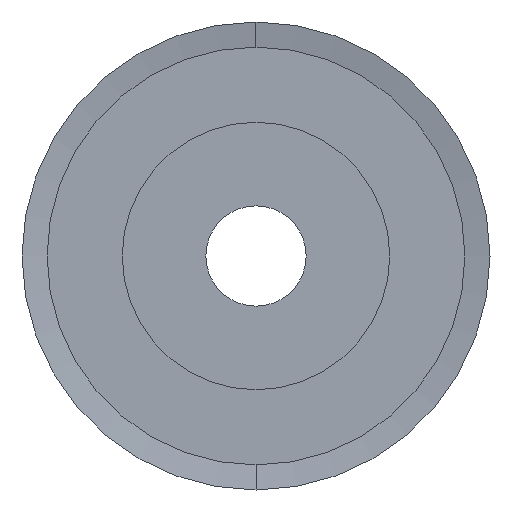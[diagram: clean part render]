
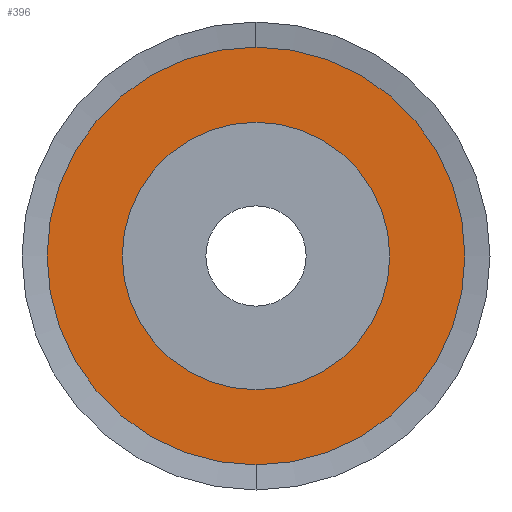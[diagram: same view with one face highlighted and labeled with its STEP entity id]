
A CAD part, left-side view. The second image highlights one B-rep face of the part: STEP entity #396.
In plain terms, the highlighted planar face has unit normal (-1, 0, 0).
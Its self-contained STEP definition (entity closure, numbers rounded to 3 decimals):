
#396=ADVANCED_FACE('',(#796,#797),#798,.T.);
#796=FACE_OUTER_BOUND('',#1197,.T.);
#797=FACE_BOUND('',#1198,.T.);
#798=PLANE('',#1199);
#1197=EDGE_LOOP('',(#2400,#2401));
#1198=EDGE_LOOP('',(#2402,#2403));
#1199=AXIS2_PLACEMENT_3D('',#2404,#2405,#2406);
#2400=ORIENTED_EDGE('',*,*,#2941,.F.);
#2401=ORIENTED_EDGE('',*,*,#2483,.F.);
#2402=ORIENTED_EDGE('',*,*,#2473,.F.);
#2403=ORIENTED_EDGE('',*,*,#2942,.F.);
#2404=CARTESIAN_POINT('',(-15.75,0.0,-8.75));
#2405=DIRECTION('',(-1.0,0.0,0.0));
#2406=DIRECTION('',(0.0,0.0,1.0));
#2473=EDGE_CURVE('',#2970,#2966,#2972,.T.);
#2483=EDGE_CURVE('',#2986,#2983,#2988,.T.);
#2941=EDGE_CURVE('',#2983,#2986,#3670,.T.);
#2942=EDGE_CURVE('',#2966,#2970,#3671,.T.);
#2966=VERTEX_POINT('',#3697);
#2970=VERTEX_POINT('',#3702);
#2972=CIRCLE('',#3705,8.0);
#2983=VERTEX_POINT('',#3718);
#2986=VERTEX_POINT('',#3722);
#2988=CIRCLE('',#3725,12.5);
#3670=CIRCLE('',#4582,12.5);
#3671=CIRCLE('',#4583,8.0);
#3697=CARTESIAN_POINT('',(-15.75,0.,-8.0));
#3702=CARTESIAN_POINT('',(-15.75,0.,8.0));
#3705=AXIS2_PLACEMENT_3D('',#4609,#4610,#4611);
#3718=CARTESIAN_POINT('',(-15.75,0.0,-12.5));
#3722=CARTESIAN_POINT('',(-15.75,0.,12.5));
#3725=AXIS2_PLACEMENT_3D('',#4625,#4626,#4627);
#4582=AXIS2_PLACEMENT_3D('',#5295,#5296,#5297);
#4583=AXIS2_PLACEMENT_3D('',#5298,#5299,#5300);
#4609=CARTESIAN_POINT('',(-15.75,0.0,0.0));
#4610=DIRECTION('',(-1.0,0.0,0.0));
#4611=DIRECTION('',(0.0,0.0,-1.0));
#4625=CARTESIAN_POINT('',(-15.75,0.0,0.0));
#4626=DIRECTION('',(1.0,0.0,0.0));
#4627=DIRECTION('',(0.0,0.0,-1.0));
#5295=CARTESIAN_POINT('',(-15.75,0.0,0.0));
#5296=DIRECTION('',(1.0,0.0,0.0));
#5297=DIRECTION('',(0.0,0.0,-1.0));
#5298=CARTESIAN_POINT('',(-15.75,0.0,0.0));
#5299=DIRECTION('',(-1.0,0.0,0.0));
#5300=DIRECTION('',(0.0,0.0,-1.0));
